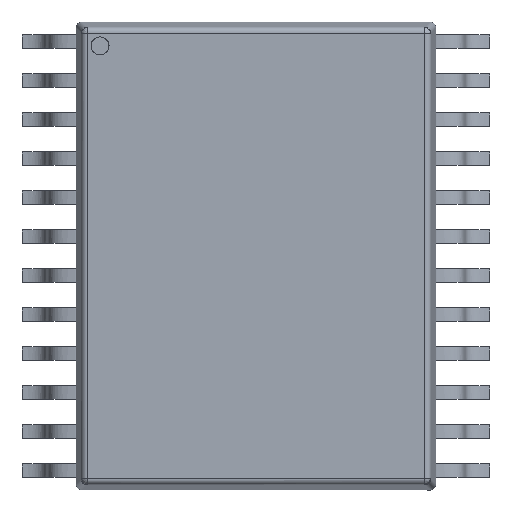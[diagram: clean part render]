
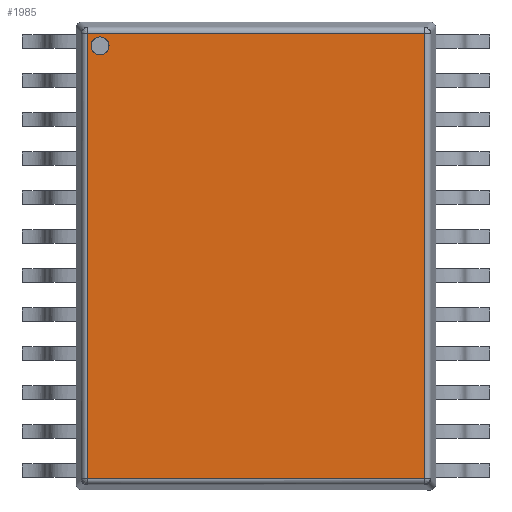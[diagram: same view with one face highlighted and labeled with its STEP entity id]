
A CAD part, top view. The second image highlights one B-rep face of the part: STEP entity #1985.
In plain terms, the highlighted planar face has unit normal (0, 0, 1).
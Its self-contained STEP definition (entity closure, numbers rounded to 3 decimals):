
#230 = CARTESIAN_POINT ( 'NONE',  ( 2.814, -3.714, 1.6 ) ) ;
#293 = EDGE_CURVE ( 'NONE', #5431, #723, #5720, .T. ) ;
#386 = CARTESIAN_POINT ( 'NONE',  ( -2.75, 3.5, 1.6 ) ) ;
#465 = VERTEX_POINT ( 'NONE', #1760 ) ;
#578 = EDGE_CURVE ( 'NONE', #6649, #465, #2577, .T. ) ;
#654 = CARTESIAN_POINT ( 'NONE',  ( 0.938, -3.714, 1.6 ) ) ;
#687 = CARTESIAN_POINT ( 'NONE',  ( -2.814, -3.714, 1.6 ) ) ;
#723 = VERTEX_POINT ( 'NONE', #3607 ) ;
#819 = FACE_OUTER_BOUND ( 'NONE', #2361, .T. ) ;
#874 = B_SPLINE_CURVE_WITH_KNOTS ( 'NONE', 3,
 ( #1697, #6279, #2705, #5304, #1665, #4802, #4665, #1158, #4260, #5206 ),
 .UNSPECIFIED., .F., .F.,
 ( 4, 2, 2, 2, 4 ),
 ( 0.5, 0.625, 0.75, 0.875, 1. ),
 .UNSPECIFIED. ) ;
#886 = CARTESIAN_POINT ( 'NONE',  ( -2.9, 3.9, 1.6 ) ) ;
#920 = CARTESIAN_POINT ( 'NONE',  ( -0.938, 3.714, 1.6 ) ) ;
#951 = CARTESIAN_POINT ( 'NONE',  ( -2.814, 3.714, 1.6 ) ) ;
#1047 = CARTESIAN_POINT ( 'NONE',  ( -2.814, 3.714, 1.6 ) ) ;
#1086 = EDGE_CURVE ( 'NONE', #723, #6649, #1229, .T. ) ;
#1158 = CARTESIAN_POINT ( 'NONE',  ( -2.465, 3.577, 1.6 ) ) ;
#1229 = B_SPLINE_CURVE_WITH_KNOTS ( 'NONE', 3,
 ( #687, #6329, #654, #2217 ),
 .UNSPECIFIED., .F., .F.,
 ( 4, 4 ),
 ( 0., 1. ),
 .UNSPECIFIED. ) ;
#1401 = CARTESIAN_POINT ( 'NONE',  ( 2.814, -3.714, 1.6 ) ) ;
#1665 = CARTESIAN_POINT ( 'NONE',  ( -2.641, 3.65, 1.6 ) ) ;
#1697 = CARTESIAN_POINT ( 'NONE',  ( -2.75, 3.5, 1.6 ) ) ;
#1760 = CARTESIAN_POINT ( 'NONE',  ( 2.814, 3.714, 1.6 ) ) ;
#1828 = CARTESIAN_POINT ( 'NONE',  ( 2.814, -1.238, 1.6 ) ) ;
#1841 = CARTESIAN_POINT ( 'NONE',  ( -2.75, 3.5, 1.6 ) ) ;
#1882 = PLANE ( 'NONE',  #2638 ) ;
#1948 = EDGE_CURVE ( 'NONE', #2063, #3894, #2669, .T. ) ;
#1985 = ADVANCED_FACE ( 'NONE', ( #5516, #819 ), #1882, .T. ) ;
#1999 = ORIENTED_EDGE ( 'NONE', *, *, #6471, .T. ) ;
#2063 = VERTEX_POINT ( 'NONE', #4638 ) ;
#2194 = ORIENTED_EDGE ( 'NONE', *, *, #293, .T. ) ;
#2217 = CARTESIAN_POINT ( 'NONE',  ( 2.814, -3.714, 1.6 ) ) ;
#2248 = CARTESIAN_POINT ( 'NONE',  ( -2.814, -1.238, 1.6 ) ) ;
#2361 = EDGE_LOOP ( 'NONE', ( #2194, #6464, #6638, #6205 ) ) ;
#2478 = CARTESIAN_POINT ( 'NONE',  ( -2.677, 3.365, 1.6 ) ) ;
#2540 = CARTESIAN_POINT ( 'NONE',  ( 2.814, 3.714, 1.6 ) ) ;
#2577 = B_SPLINE_CURVE_WITH_KNOTS ( 'NONE', 3,
 ( #230, #1828, #4994, #3338 ),
 .UNSPECIFIED., .F., .F.,
 ( 4, 4 ),
 ( 0., 1. ),
 .UNSPECIFIED. ) ;
#2638 = AXIS2_PLACEMENT_3D ( 'NONE', #886, #2887, #5414 ) ;
#2669 = B_SPLINE_CURVE_WITH_KNOTS ( 'NONE', 3,
 ( #3456, #6533, #3386, #3422, #2923, #4907, #2478, #4538, #5549, #386 ),
 .UNSPECIFIED., .F., .F.,
 ( 4, 2, 2, 2, 4 ),
 ( 0., 0.125, 0.25, 0.375, 0.5 ),
 .UNSPECIFIED. ) ;
#2705 = CARTESIAN_POINT ( 'NONE',  ( -2.735, 3.577, 1.6 ) ) ;
#2887 = DIRECTION ( 'NONE',  ( 0., 0., 1. ) ) ;
#2923 = CARTESIAN_POINT ( 'NONE',  ( -2.559, 3.35, 1.6 ) ) ;
#3020 = EDGE_CURVE ( 'NONE', #465, #5431, #5728, .T. ) ;
#3338 = CARTESIAN_POINT ( 'NONE',  ( 2.814, 3.714, 1.6 ) ) ;
#3386 = CARTESIAN_POINT ( 'NONE',  ( -2.465, 3.423, 1.6 ) ) ;
#3388 = CARTESIAN_POINT ( 'NONE',  ( -2.814, 1.238, 1.6 ) ) ;
#3422 = CARTESIAN_POINT ( 'NONE',  ( -2.523, 3.365, 1.6 ) ) ;
#3456 = CARTESIAN_POINT ( 'NONE',  ( -2.45, 3.5, 1.6 ) ) ;
#3606 = ORIENTED_EDGE ( 'NONE', *, *, #1948, .T. ) ;
#3607 = CARTESIAN_POINT ( 'NONE',  ( -2.814, -3.714, 1.6 ) ) ;
#3894 = VERTEX_POINT ( 'NONE', #1841 ) ;
#4260 = CARTESIAN_POINT ( 'NONE',  ( -2.45, 3.542, 1.6 ) ) ;
#4538 = CARTESIAN_POINT ( 'NONE',  ( -2.735, 3.423, 1.6 ) ) ;
#4638 = CARTESIAN_POINT ( 'NONE',  ( -2.45, 3.5, 1.6 ) ) ;
#4665 = CARTESIAN_POINT ( 'NONE',  ( -2.523, 3.635, 1.6 ) ) ;
#4802 = CARTESIAN_POINT ( 'NONE',  ( -2.559, 3.65, 1.6 ) ) ;
#4907 = CARTESIAN_POINT ( 'NONE',  ( -2.641, 3.35, 1.6 ) ) ;
#4970 = CARTESIAN_POINT ( 'NONE',  ( 0.938, 3.714, 1.6 ) ) ;
#4994 = CARTESIAN_POINT ( 'NONE',  ( 2.814, 1.238, 1.6 ) ) ;
#5040 = EDGE_LOOP ( 'NONE', ( #3606, #1999 ) ) ;
#5206 = CARTESIAN_POINT ( 'NONE',  ( -2.45, 3.5, 1.6 ) ) ;
#5304 = CARTESIAN_POINT ( 'NONE',  ( -2.677, 3.635, 1.6 ) ) ;
#5414 = DIRECTION ( 'NONE',  ( 1., 0., 0. ) ) ;
#5431 = VERTEX_POINT ( 'NONE', #1047 ) ;
#5516 = FACE_BOUND ( 'NONE', #5040, .T. ) ;
#5549 = CARTESIAN_POINT ( 'NONE',  ( -2.75, 3.459, 1.6 ) ) ;
#5720 = B_SPLINE_CURVE_WITH_KNOTS ( 'NONE', 3,
 ( #5887, #3388, #2248, #6427 ),
 .UNSPECIFIED., .F., .F.,
 ( 4, 4 ),
 ( 0., 1. ),
 .UNSPECIFIED. ) ;
#5728 = B_SPLINE_CURVE_WITH_KNOTS ( 'NONE', 3,
 ( #2540, #4970, #920, #951 ),
 .UNSPECIFIED., .F., .F.,
 ( 4, 4 ),
 ( 0., 1. ),
 .UNSPECIFIED. ) ;
#5887 = CARTESIAN_POINT ( 'NONE',  ( -2.814, 3.714, 1.6 ) ) ;
#6205 = ORIENTED_EDGE ( 'NONE', *, *, #3020, .T. ) ;
#6279 = CARTESIAN_POINT ( 'NONE',  ( -2.75, 3.541, 1.6 ) ) ;
#6329 = CARTESIAN_POINT ( 'NONE',  ( -0.938, -3.714, 1.6 ) ) ;
#6427 = CARTESIAN_POINT ( 'NONE',  ( -2.814, -3.714, 1.6 ) ) ;
#6464 = ORIENTED_EDGE ( 'NONE', *, *, #1086, .T. ) ;
#6471 = EDGE_CURVE ( 'NONE', #3894, #2063, #874, .T. ) ;
#6533 = CARTESIAN_POINT ( 'NONE',  ( -2.45, 3.459, 1.6 ) ) ;
#6638 = ORIENTED_EDGE ( 'NONE', *, *, #578, .T. ) ;
#6649 = VERTEX_POINT ( 'NONE', #1401 ) ;
